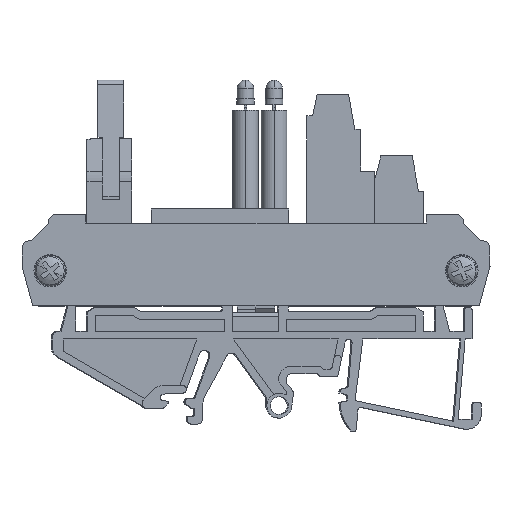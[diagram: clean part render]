
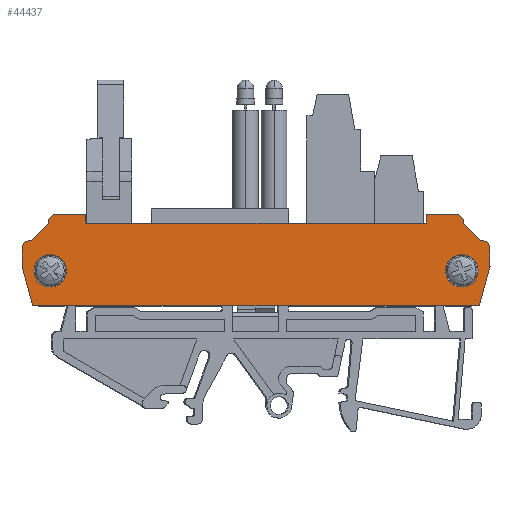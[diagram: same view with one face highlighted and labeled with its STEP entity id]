
A CAD part, left-side view. The second image highlights one B-rep face of the part: STEP entity #44437.
In plain terms, the highlighted planar face has unit normal (-1, 0, 0).
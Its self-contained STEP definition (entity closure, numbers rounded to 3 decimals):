
#16522=AXIS2_PLACEMENT_3D('Circle Axis2P3D',#16520,#16521,$) ;
#16554=AXIS2_PLACEMENT_3D('Circle Axis2P3D',#16552,#16553,$) ;
#24517=AXIS2_PLACEMENT_3D('Circle Axis2P3D',#24515,#24516,$) ;
#24549=AXIS2_PLACEMENT_3D('Circle Axis2P3D',#24547,#24548,$) ;
#25456=AXIS2_PLACEMENT_3D('Circle Axis2P3D',#25454,#25455,$) ;
#25486=AXIS2_PLACEMENT_3D('Circle Axis2P3D',#25484,#25485,$) ;
#25520=AXIS2_PLACEMENT_3D('Circle Axis2P3D',#25518,#25519,$) ;
#25550=AXIS2_PLACEMENT_3D('Circle Axis2P3D',#25548,#25549,$) ;
#44343=AXIS2_PLACEMENT_3D('Plane Axis2P3D',#44340,#44341,#44342) ;
#16517=CARTESIAN_POINT('Vertex',(0.,86.4,33.792)) ;
#16520=CARTESIAN_POINT('Axis2P3D Location',(0.,84.9,33.792)) ;
#16524=CARTESIAN_POINT('Vertex',(0.,84.677,35.275)) ;
#16549=CARTESIAN_POINT('Vertex',(0.,81.53,38.652)) ;
#16552=CARTESIAN_POINT('Axis2P3D Location',(0.,80.03,38.652)) ;
#16556=CARTESIAN_POINT('Vertex',(0.,80.03,40.152)) ;
#24512=CARTESIAN_POINT('Vertex',(0.,6.37,40.152)) ;
#24515=CARTESIAN_POINT('Axis2P3D Location',(0.,6.37,38.652)) ;
#24519=CARTESIAN_POINT('Vertex',(0.,4.87,38.652)) ;
#24544=CARTESIAN_POINT('Vertex',(0.,1.723,35.275)) ;
#24547=CARTESIAN_POINT('Axis2P3D Location',(0.,1.5,33.792)) ;
#24551=CARTESIAN_POINT('Vertex',(0.,0.,33.792)) ;
#25451=CARTESIAN_POINT('Vertex',(0.,8.2,29.752)) ;
#25454=CARTESIAN_POINT('Axis2P3D Location',(0.,5.2,29.752)) ;
#25458=CARTESIAN_POINT('Vertex',(0.,2.2,29.752)) ;
#25484=CARTESIAN_POINT('Axis2P3D Location',(0.,5.2,29.752)) ;
#25515=CARTESIAN_POINT('Vertex',(0.,84.2,29.752)) ;
#25518=CARTESIAN_POINT('Axis2P3D Location',(0.,81.2,29.752)) ;
#25522=CARTESIAN_POINT('Vertex',(0.,78.2,29.752)) ;
#25548=CARTESIAN_POINT('Axis2P3D Location',(0.,81.2,29.752)) ;
#35157=CARTESIAN_POINT('Vertex',(0.,1.965,23.252)) ;
#35164=CARTESIAN_POINT('Vertex',(0.,0.,30.584)) ;
#35167=CARTESIAN_POINT('Line Origine',(0.,0.982,26.918)) ;
#35185=CARTESIAN_POINT('Line Origine',(0.,0.,32.188)) ;
#35207=CARTESIAN_POINT('Vertex',(0.,4.87,38.422)) ;
#35210=CARTESIAN_POINT('Line Origine',(0.,3.297,36.849)) ;
#35228=CARTESIAN_POINT('Line Origine',(0.,4.87,38.537)) ;
#44340=CARTESIAN_POINT('Axis2P3D Location',(0.,1.5,33.792)) ;
#44345=CARTESIAN_POINT('Line Origine',(0.,9.085,40.152)) ;
#44349=CARTESIAN_POINT('Vertex',(0.,11.8,40.152)) ;
#44352=CARTESIAN_POINT('Line Origine',(0.,11.8,39.352)) ;
#44356=CARTESIAN_POINT('Vertex',(0.,11.8,38.552)) ;
#44359=CARTESIAN_POINT('Line Origine',(0.,43.2,38.552)) ;
#44363=CARTESIAN_POINT('Vertex',(0.,74.6,38.552)) ;
#44366=CARTESIAN_POINT('Line Origine',(0.,74.6,39.352)) ;
#44370=CARTESIAN_POINT('Vertex',(0.,74.6,40.152)) ;
#44373=CARTESIAN_POINT('Line Origine',(0.,77.315,40.152)) ;
#44378=CARTESIAN_POINT('Line Origine',(0.,81.53,38.537)) ;
#44382=CARTESIAN_POINT('Vertex',(0.,81.53,38.422)) ;
#44385=CARTESIAN_POINT('Line Origine',(0.,83.103,36.849)) ;
#44390=CARTESIAN_POINT('Line Origine',(0.,86.4,32.188)) ;
#44394=CARTESIAN_POINT('Vertex',(0.,86.4,30.584)) ;
#44397=CARTESIAN_POINT('Line Origine',(0.,85.418,26.918)) ;
#44401=CARTESIAN_POINT('Vertex',(0.,84.435,23.252)) ;
#44404=CARTESIAN_POINT('Line Origine',(0.,43.2,23.252)) ;
#16521=DIRECTION('Axis2P3D Direction',(1.,-0.,0.)) ;
#16553=DIRECTION('Axis2P3D Direction',(1.,-0.,0.)) ;
#24516=DIRECTION('Axis2P3D Direction',(1.,-0.,0.)) ;
#24548=DIRECTION('Axis2P3D Direction',(1.,-0.,0.)) ;
#25455=DIRECTION('Axis2P3D Direction',(-1.,0.,0.)) ;
#25485=DIRECTION('Axis2P3D Direction',(-1.,0.,0.)) ;
#25519=DIRECTION('Axis2P3D Direction',(-1.,0.,0.)) ;
#25549=DIRECTION('Axis2P3D Direction',(-1.,0.,0.)) ;
#35168=DIRECTION('Vector Direction',(0.,0.259,-0.966)) ;
#35186=DIRECTION('Vector Direction',(0.,0.,-1.)) ;
#35211=DIRECTION('Vector Direction',(0.,-0.707,-0.707)) ;
#35229=DIRECTION('Vector Direction',(0.,0.,1.)) ;
#44341=DIRECTION('Axis2P3D Direction',(1.,0.,0.)) ;
#44342=DIRECTION('Axis2P3D XDirection',(0.,1.,0.)) ;
#44346=DIRECTION('Vector Direction',(0.,-1.,0.)) ;
#44353=DIRECTION('Vector Direction',(0.,0.,1.)) ;
#44360=DIRECTION('Vector Direction',(0.,-1.,0.)) ;
#44367=DIRECTION('Vector Direction',(0.,0.,-1.)) ;
#44374=DIRECTION('Vector Direction',(0.,-1.,0.)) ;
#44379=DIRECTION('Vector Direction',(0.,0.,-1.)) ;
#44386=DIRECTION('Vector Direction',(0.,-0.707,0.707)) ;
#44391=DIRECTION('Vector Direction',(0.,0.,1.)) ;
#44398=DIRECTION('Vector Direction',(0.,0.259,0.966)) ;
#44405=DIRECTION('Vector Direction',(0.,1.,0.)) ;
#35169=VECTOR('Line Direction',#35168,1.) ;
#35187=VECTOR('Line Direction',#35186,1.) ;
#35212=VECTOR('Line Direction',#35211,1.) ;
#35230=VECTOR('Line Direction',#35229,1.) ;
#44347=VECTOR('Line Direction',#44346,1.) ;
#44354=VECTOR('Line Direction',#44353,1.) ;
#44361=VECTOR('Line Direction',#44360,1.) ;
#44368=VECTOR('Line Direction',#44367,1.) ;
#44375=VECTOR('Line Direction',#44374,1.) ;
#44380=VECTOR('Line Direction',#44379,1.) ;
#44387=VECTOR('Line Direction',#44386,1.) ;
#44392=VECTOR('Line Direction',#44391,1.) ;
#44399=VECTOR('Line Direction',#44398,1.) ;
#44406=VECTOR('Line Direction',#44405,1.) ;
#44410=ORIENTED_EDGE('',*,*,#35214,.F.) ;
#44411=ORIENTED_EDGE('',*,*,#35232,.T.) ;
#44412=ORIENTED_EDGE('',*,*,#24521,.F.) ;
#44413=ORIENTED_EDGE('',*,*,#44351,.F.) ;
#44414=ORIENTED_EDGE('',*,*,#44358,.F.) ;
#44415=ORIENTED_EDGE('',*,*,#44365,.F.) ;
#44416=ORIENTED_EDGE('',*,*,#44372,.F.) ;
#44417=ORIENTED_EDGE('',*,*,#44377,.F.) ;
#44418=ORIENTED_EDGE('',*,*,#16558,.F.) ;
#44419=ORIENTED_EDGE('',*,*,#44384,.T.) ;
#44420=ORIENTED_EDGE('',*,*,#44389,.F.) ;
#44421=ORIENTED_EDGE('',*,*,#16526,.F.) ;
#44422=ORIENTED_EDGE('',*,*,#44396,.F.) ;
#44423=ORIENTED_EDGE('',*,*,#44403,.F.) ;
#44424=ORIENTED_EDGE('',*,*,#44408,.F.) ;
#44425=ORIENTED_EDGE('',*,*,#35171,.F.) ;
#44426=ORIENTED_EDGE('',*,*,#35189,.F.) ;
#44427=ORIENTED_EDGE('',*,*,#24553,.F.) ;
#44430=ORIENTED_EDGE('',*,*,#25488,.F.) ;
#44431=ORIENTED_EDGE('',*,*,#25460,.F.) ;
#44434=ORIENTED_EDGE('',*,*,#25552,.F.) ;
#44435=ORIENTED_EDGE('',*,*,#25524,.F.) ;
#44432=FACE_BOUND('',#44429,.T.) ;
#44436=FACE_BOUND('',#44433,.T.) ;
#44437=ADVANCED_FACE('NONE',(#44428,#44432,#44436),#44344,.F.) ;
#16523=CIRCLE('generated circle',#16522,1.5) ;
#16555=CIRCLE('generated circle',#16554,1.5) ;
#24518=CIRCLE('generated circle',#24517,1.5) ;
#24550=CIRCLE('generated circle',#24549,1.5) ;
#25457=CIRCLE('generated circle',#25456,3.) ;
#25487=CIRCLE('generated circle',#25486,3.) ;
#25521=CIRCLE('generated circle',#25520,3.) ;
#25551=CIRCLE('generated circle',#25550,3.) ;
#16526=EDGE_CURVE('',#16518,#16525,#16523,.T.) ;
#16558=EDGE_CURVE('',#16550,#16557,#16555,.T.) ;
#24521=EDGE_CURVE('',#24513,#24520,#24518,.T.) ;
#24553=EDGE_CURVE('',#24545,#24552,#24550,.T.) ;
#25460=EDGE_CURVE('',#25452,#25459,#25457,.T.) ;
#25488=EDGE_CURVE('',#25459,#25452,#25487,.T.) ;
#25524=EDGE_CURVE('',#25516,#25523,#25521,.T.) ;
#25552=EDGE_CURVE('',#25523,#25516,#25551,.T.) ;
#35171=EDGE_CURVE('',#35165,#35158,#35170,.T.) ;
#35189=EDGE_CURVE('',#24552,#35165,#35188,.T.) ;
#35214=EDGE_CURVE('',#35208,#24545,#35213,.T.) ;
#35232=EDGE_CURVE('',#35208,#24520,#35231,.T.) ;
#44351=EDGE_CURVE('',#44350,#24513,#44348,.T.) ;
#44358=EDGE_CURVE('',#44357,#44350,#44355,.T.) ;
#44365=EDGE_CURVE('',#44364,#44357,#44362,.T.) ;
#44372=EDGE_CURVE('',#44371,#44364,#44369,.T.) ;
#44377=EDGE_CURVE('',#16557,#44371,#44376,.T.) ;
#44384=EDGE_CURVE('',#16550,#44383,#44381,.T.) ;
#44389=EDGE_CURVE('',#16525,#44383,#44388,.T.) ;
#44396=EDGE_CURVE('',#44395,#16518,#44393,.T.) ;
#44403=EDGE_CURVE('',#44402,#44395,#44400,.T.) ;
#44408=EDGE_CURVE('',#35158,#44402,#44407,.T.) ;
#44409=EDGE_LOOP('',(#44410,#44411,#44412,#44413,#44414,#44415,#44416,#44417,#44418,#44419,#44420,#44421,#44422,#44423,#44424,#44425,#44426,#44427)) ;
#44429=EDGE_LOOP('',(#44430,#44431)) ;
#44433=EDGE_LOOP('',(#44434,#44435)) ;
#44428=FACE_OUTER_BOUND('',#44409,.T.) ;
#35170=LINE('Line',#35167,#35169) ;
#35188=LINE('Line',#35185,#35187) ;
#35213=LINE('Line',#35210,#35212) ;
#35231=LINE('Line',#35228,#35230) ;
#44348=LINE('Line',#44345,#44347) ;
#44355=LINE('Line',#44352,#44354) ;
#44362=LINE('Line',#44359,#44361) ;
#44369=LINE('Line',#44366,#44368) ;
#44376=LINE('Line',#44373,#44375) ;
#44381=LINE('Line',#44378,#44380) ;
#44388=LINE('Line',#44385,#44387) ;
#44393=LINE('Line',#44390,#44392) ;
#44400=LINE('Line',#44397,#44399) ;
#44407=LINE('Line',#44404,#44406) ;
#44344=PLANE('',#44343) ;
#16518=VERTEX_POINT('',#16517) ;
#16525=VERTEX_POINT('',#16524) ;
#16550=VERTEX_POINT('',#16549) ;
#16557=VERTEX_POINT('',#16556) ;
#24513=VERTEX_POINT('',#24512) ;
#24520=VERTEX_POINT('',#24519) ;
#24545=VERTEX_POINT('',#24544) ;
#24552=VERTEX_POINT('',#24551) ;
#25452=VERTEX_POINT('',#25451) ;
#25459=VERTEX_POINT('',#25458) ;
#25516=VERTEX_POINT('',#25515) ;
#25523=VERTEX_POINT('',#25522) ;
#35158=VERTEX_POINT('',#35157) ;
#35165=VERTEX_POINT('',#35164) ;
#35208=VERTEX_POINT('',#35207) ;
#44350=VERTEX_POINT('',#44349) ;
#44357=VERTEX_POINT('',#44356) ;
#44364=VERTEX_POINT('',#44363) ;
#44371=VERTEX_POINT('',#44370) ;
#44383=VERTEX_POINT('',#44382) ;
#44395=VERTEX_POINT('',#44394) ;
#44402=VERTEX_POINT('',#44401) ;
